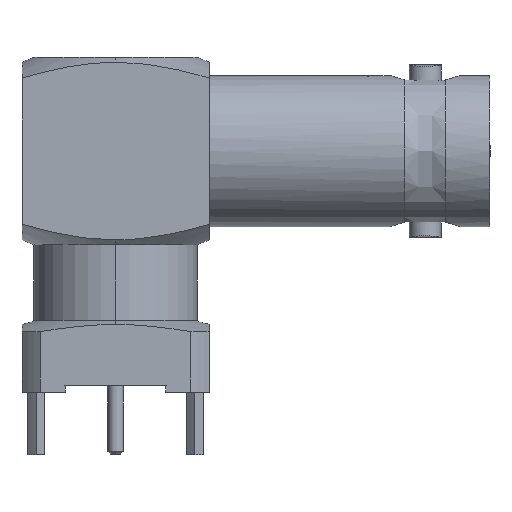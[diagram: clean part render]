
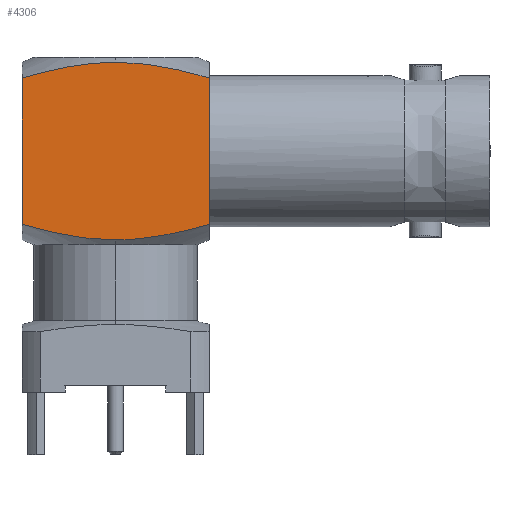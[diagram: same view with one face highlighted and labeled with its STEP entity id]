
A CAD part, left-side view. The second image highlights one B-rep face of the part: STEP entity #4306.
In plain terms, the highlighted planar face has unit normal (-1, 0, 0).
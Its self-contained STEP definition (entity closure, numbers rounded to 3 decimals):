
#258 = CARTESIAN_POINT ( 'NONE',  ( -6., 6., -10.693 ) ) ;
#427 = CARTESIAN_POINT ( 'NONE',  ( -6., -1.028, -0.303 ) ) ;
#632 = DIRECTION ( 'NONE',  ( 0., 0., 1. ) ) ;
#655 = DIRECTION ( 'NONE',  ( -1., 0., 0. ) ) ;
#675 = CARTESIAN_POINT ( 'NONE',  ( -6., -6., -12. ) ) ;
#876 = VECTOR ( 'NONE', #2796, 1000. ) ;
#1011 = PLANE ( 'NONE',  #2009 ) ;
#1151 = EDGE_CURVE ( 'NONE', #12857, #2806, #3861, .T. ) ;
#1481 = CARTESIAN_POINT ( 'NONE',  ( -6., 6., -12. ) ) ;
#1814 = CARTESIAN_POINT ( 'NONE',  ( -6., -4.033, -0.777 ) ) ;
#2009 = AXIS2_PLACEMENT_3D ( 'NONE', #675, #655, #632 ) ;
#2216 = CARTESIAN_POINT ( 'NONE',  ( -6., 2.038, -11.586 ) ) ;
#2228 = VERTEX_POINT ( 'NONE', #12696 ) ;
#2796 = DIRECTION ( 'NONE',  ( 0., 0., 1. ) ) ;
#2806 = VERTEX_POINT ( 'NONE', #6443 ) ;
#3009 = CARTESIAN_POINT ( 'NONE',  ( -6., -6., 0. ) ) ;
#3205 = CARTESIAN_POINT ( 'NONE',  ( -6., -6., -1.307 ) ) ;
#3382 = ORIENTED_EDGE ( 'NONE', *, *, #1151, .F. ) ;
#3501 = VERTEX_POINT ( 'NONE', #14814 ) ;
#3861 = B_SPLINE_CURVE_WITH_KNOTS ( 'NONE', 3,
 ( #13784, #13074, #11316, #9197, #9512, #11042 ),
 .UNSPECIFIED., .F., .F.,
 ( 4, 2, 4 ),
 ( -0.006, -0.003, 0. ),
 .UNSPECIFIED. ) ;
#4269 = DIRECTION ( 'NONE',  ( 0., 0., -1. ) ) ;
#4306 = ADVANCED_FACE ( 'NONE', ( #13972 ), #1011, .T. ) ;
#4768 = CARTESIAN_POINT ( 'NONE',  ( -6., 0., -11.697 ) ) ;
#5843 = CARTESIAN_POINT ( 'NONE',  ( -6., 4.033, -11.223 ) ) ;
#5950 = EDGE_CURVE ( 'NONE', #9071, #2228, #8915, .T. ) ;
#6443 = CARTESIAN_POINT ( 'NONE',  ( -6., 0., -0.303 ) ) ;
#7347 = CARTESIAN_POINT ( 'NONE',  ( -6., 0., -0.303 ) ) ;
#8637 = ORIENTED_EDGE ( 'NONE', *, *, #18015, .T. ) ;
#8646 = EDGE_LOOP ( 'NONE', ( #3382, #8637, #10419, #13377, #16346, #12373 ) ) ;
#8915 = B_SPLINE_CURVE_WITH_KNOTS ( 'NONE', 3,
 ( #17525, #17690, #17469, #17448, #17398, #17383 ),
 .UNSPECIFIED., .F., .F.,
 ( 4, 2, 4 ),
 ( 0., 0.003, 0.006 ),
 .UNSPECIFIED. ) ;
#9071 = VERTEX_POINT ( 'NONE', #11416 ) ;
#9197 = CARTESIAN_POINT ( 'NONE',  ( -6., 2.038, -0.414 ) ) ;
#9512 = CARTESIAN_POINT ( 'NONE',  ( -6., 1.028, -0.303 ) ) ;
#9732 = EDGE_CURVE ( 'NONE', #9071, #16278, #11462, .T. ) ;
#10150 = CARTESIAN_POINT ( 'NONE',  ( -6., -2.038, -0.414 ) ) ;
#10419 = ORIENTED_EDGE ( 'NONE', *, *, #11519, .F. ) ;
#11042 = CARTESIAN_POINT ( 'NONE',  ( -6., 0., -0.303 ) ) ;
#11316 = CARTESIAN_POINT ( 'NONE',  ( -6., 4.033, -0.777 ) ) ;
#11416 = CARTESIAN_POINT ( 'NONE',  ( -6., -6., -10.693 ) ) ;
#11462 = LINE ( 'NONE', #3009, #876 ) ;
#11488 = CARTESIAN_POINT ( 'NONE',  ( -6., -5.019, -1.027 ) ) ;
#11519 = EDGE_CURVE ( 'NONE', #2228, #3501, #13229, .T. ) ;
#12373 = ORIENTED_EDGE ( 'NONE', *, *, #13552, .F. ) ;
#12696 = CARTESIAN_POINT ( 'NONE',  ( -6., 0., -11.697 ) ) ;
#12857 = VERTEX_POINT ( 'NONE', #16481 ) ;
#13074 = CARTESIAN_POINT ( 'NONE',  ( -6., 5.019, -1.027 ) ) ;
#13229 = B_SPLINE_CURVE_WITH_KNOTS ( 'NONE', 3,
 ( #4768, #15807, #2216, #5843, #13348, #258 ),
 .UNSPECIFIED., .F., .F.,
 ( 4, 2, 4 ),
 ( 0.006, 0.009, 0.012 ),
 .UNSPECIFIED. ) ;
#13348 = CARTESIAN_POINT ( 'NONE',  ( -6., 5.019, -10.973 ) ) ;
#13377 = ORIENTED_EDGE ( 'NONE', *, *, #5950, .F. ) ;
#13552 = EDGE_CURVE ( 'NONE', #2806, #16278, #16742, .T. ) ;
#13784 = CARTESIAN_POINT ( 'NONE',  ( -6., 6., -1.307 ) ) ;
#13913 = VECTOR ( 'NONE', #4269, 1000. ) ;
#13972 = FACE_OUTER_BOUND ( 'NONE', #8646, .T. ) ;
#14814 = CARTESIAN_POINT ( 'NONE',  ( -6., 6., -10.693 ) ) ;
#15807 = CARTESIAN_POINT ( 'NONE',  ( -6., 1.028, -11.697 ) ) ;
#16278 = VERTEX_POINT ( 'NONE', #17613 ) ;
#16346 = ORIENTED_EDGE ( 'NONE', *, *, #9732, .T. ) ;
#16481 = CARTESIAN_POINT ( 'NONE',  ( -6., 6., -1.307 ) ) ;
#16742 = B_SPLINE_CURVE_WITH_KNOTS ( 'NONE', 3,
 ( #7347, #427, #10150, #1814, #11488, #3205 ),
 .UNSPECIFIED., .F., .F.,
 ( 4, 2, 4 ),
 ( 0., 0.003, 0.006 ),
 .UNSPECIFIED. ) ;
#17383 = CARTESIAN_POINT ( 'NONE',  ( -6., 0., -11.697 ) ) ;
#17398 = CARTESIAN_POINT ( 'NONE',  ( -6., -1.028, -11.697 ) ) ;
#17448 = CARTESIAN_POINT ( 'NONE',  ( -6., -2.038, -11.586 ) ) ;
#17469 = CARTESIAN_POINT ( 'NONE',  ( -6., -4.033, -11.223 ) ) ;
#17525 = CARTESIAN_POINT ( 'NONE',  ( -6., -6., -10.693 ) ) ;
#17613 = CARTESIAN_POINT ( 'NONE',  ( -6., -6., -1.307 ) ) ;
#17679 = LINE ( 'NONE', #1481, #13913 ) ;
#17690 = CARTESIAN_POINT ( 'NONE',  ( -6., -5.019, -10.973 ) ) ;
#18015 = EDGE_CURVE ( 'NONE', #12857, #3501, #17679, .T. ) ;
